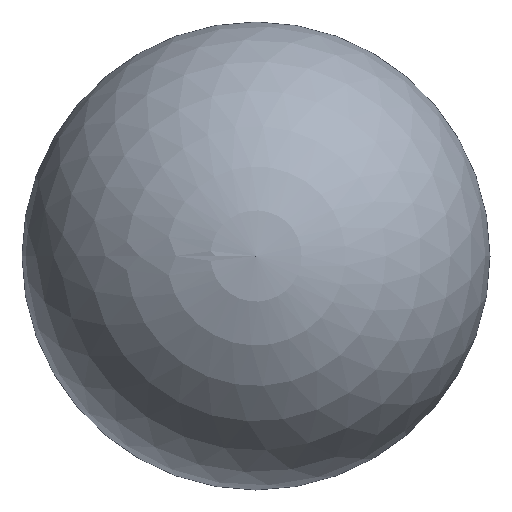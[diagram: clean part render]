
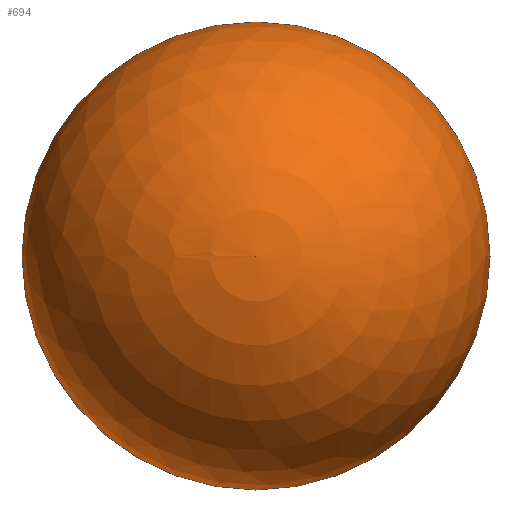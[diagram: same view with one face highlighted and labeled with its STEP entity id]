
A CAD part, left-side view. The second image highlights one B-rep face of the part: STEP entity #694.
In plain terms, the highlighted spherical face has radius 35 mm.
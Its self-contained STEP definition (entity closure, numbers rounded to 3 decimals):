
#135=FACE_OUTER_BOUND('',#187,.T.);
#187=EDGE_LOOP('',(#570,#571,#572,#573));
#216=CIRCLE('',#743,35.);
#217=CIRCLE('',#744,35.);
#253=CIRCLE('',#797,35.);
#286=VERTEX_POINT('',#1129);
#287=VERTEX_POINT('',#1130);
#331=VERTEX_POINT('',#1248);
#360=EDGE_CURVE('',#286,#287,#216,.T.);
#361=EDGE_CURVE('',#287,#286,#217,.T.);
#417=EDGE_CURVE('',#287,#331,#253,.T.);
#570=ORIENTED_EDGE('',*,*,#360,.T.);
#571=ORIENTED_EDGE('',*,*,#417,.T.);
#572=ORIENTED_EDGE('',*,*,#417,.F.);
#573=ORIENTED_EDGE('',*,*,#361,.T.);
#663=SPHERICAL_SURFACE('',#796,35.);
#694=ADVANCED_FACE('',(#135),#663,.T.);
#743=AXIS2_PLACEMENT_3D('',#1131,#876,#877);
#744=AXIS2_PLACEMENT_3D('',#1132,#878,#879);
#796=AXIS2_PLACEMENT_3D('',#1247,#1002,#1003);
#797=AXIS2_PLACEMENT_3D('',#1249,#1004,#1005);
#876=DIRECTION('center_axis',(-1.,0.,0.));
#877=DIRECTION('ref_axis',(0.,0.,-1.));
#878=DIRECTION('center_axis',(-1.,0.,0.));
#879=DIRECTION('ref_axis',(0.,0.,-1.));
#1002=DIRECTION('center_axis',(1.,0.,0.));
#1003=DIRECTION('ref_axis',(0.,-1.,0.));
#1004=DIRECTION('center_axis',(0.,0.,1.));
#1005=DIRECTION('ref_axis',(0.,1.,0.));
#1129=CARTESIAN_POINT('',(0.,0.,35.));
#1130=CARTESIAN_POINT('',(0.,35.,0.));
#1131=CARTESIAN_POINT('Origin',(0.,0.,0.));
#1132=CARTESIAN_POINT('Origin',(0.,0.,0.));
#1247=CARTESIAN_POINT('Origin',(0.,0.,0.));
#1248=CARTESIAN_POINT('',(-35.,0.,0.));
#1249=CARTESIAN_POINT('Origin',(0.,0.,0.));
